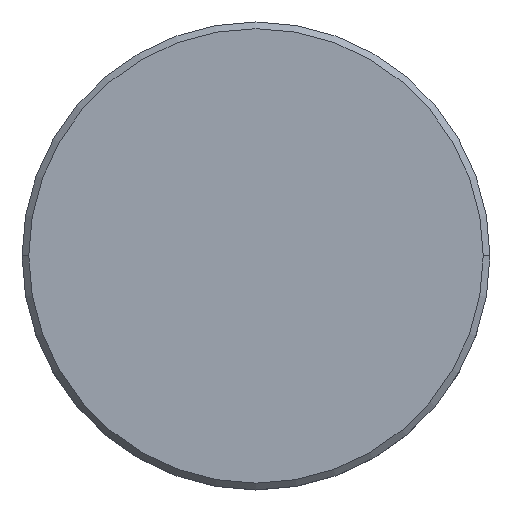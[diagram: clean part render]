
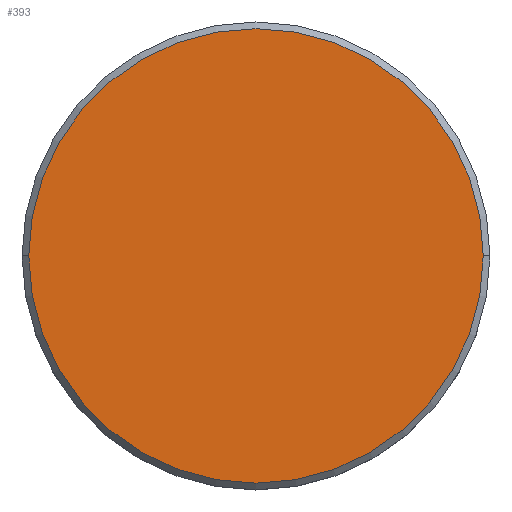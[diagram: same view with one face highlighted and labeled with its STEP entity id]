
A CAD part, top view. The second image highlights one B-rep face of the part: STEP entity #393.
In plain terms, the highlighted planar face has unit normal (0, 0, 1).
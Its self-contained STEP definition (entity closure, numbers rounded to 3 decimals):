
#44 = VERTEX_POINT ( 'NONE', #1173 ) ;
#47 = PLANE ( 'NONE',  #212 ) ;
#143 = EDGE_CURVE ( 'NONE', #327, #44, #1124, .T. ) ;
#162 = EDGE_CURVE ( 'NONE', #44, #327, #1073, .T. ) ;
#212 = AXIS2_PLACEMENT_3D ( 'NONE', #863, #786, #954 ) ;
#327 = VERTEX_POINT ( 'NONE', #545 ) ;
#393 = ADVANCED_FACE ( 'NONE', ( #592 ), #47, .T. ) ;
#395 = DIRECTION ( 'NONE',  ( 1., 0., 0. ) ) ;
#463 = AXIS2_PLACEMENT_3D ( 'NONE', #758, #571, #395 ) ;
#531 = ORIENTED_EDGE ( 'NONE', *, *, #162, .T. ) ;
#545 = CARTESIAN_POINT ( 'NONE',  ( 17., 0., 0. ) ) ;
#571 = DIRECTION ( 'NONE',  ( 0., 0., 1. ) ) ;
#578 = DIRECTION ( 'NONE',  ( 0., 0., 1. ) ) ;
#592 = FACE_OUTER_BOUND ( 'NONE', #712, .T. ) ;
#712 = EDGE_LOOP ( 'NONE', ( #531, #984 ) ) ;
#758 = CARTESIAN_POINT ( 'NONE',  ( 0., 0., 0. ) ) ;
#786 = DIRECTION ( 'NONE',  ( 0., 0., 1. ) ) ;
#863 = CARTESIAN_POINT ( 'NONE',  ( 0., 0., 0. ) ) ;
#919 = DIRECTION ( 'NONE',  ( 1., 0., 0. ) ) ;
#934 = CARTESIAN_POINT ( 'NONE',  ( 0., 0., 0. ) ) ;
#954 = DIRECTION ( 'NONE',  ( 1., 0., 0. ) ) ;
#984 = ORIENTED_EDGE ( 'NONE', *, *, #143, .T. ) ;
#1008 = AXIS2_PLACEMENT_3D ( 'NONE', #934, #578, #919 ) ;
#1073 = CIRCLE ( 'NONE', #463, 17. ) ;
#1124 = CIRCLE ( 'NONE', #1008, 17. ) ;
#1173 = CARTESIAN_POINT ( 'NONE',  ( -17., 0., 0. ) ) ;
